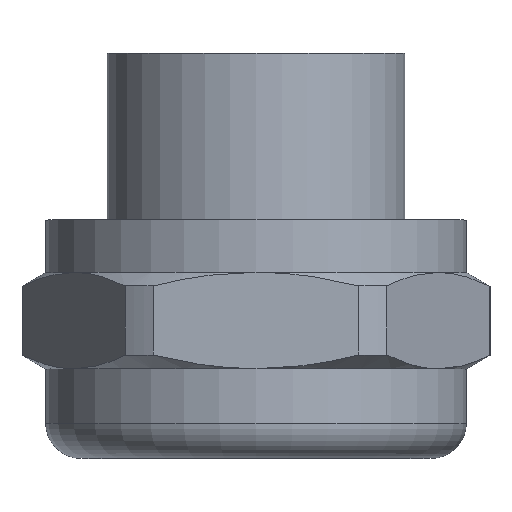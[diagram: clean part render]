
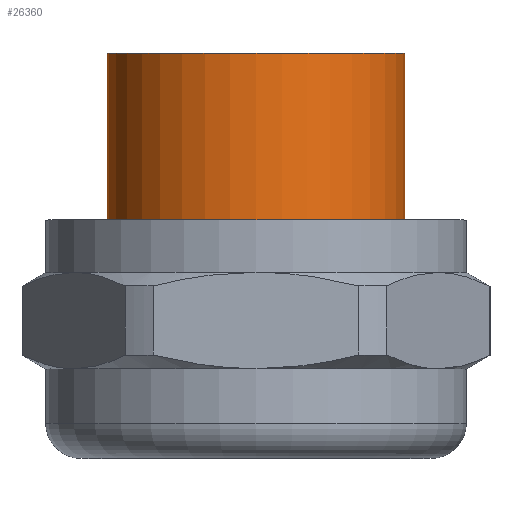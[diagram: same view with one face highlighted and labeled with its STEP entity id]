
A CAD part, top view. The second image highlights one B-rep face of the part: STEP entity #26360.
In plain terms, the highlighted cylindrical face has radius 8.5 mm (diameter 17 mm), a partial arc.
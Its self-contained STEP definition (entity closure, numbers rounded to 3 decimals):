
#24130=CARTESIAN_POINT('',(0.,0.,23.1));
#24140=DIRECTION('',(0.,0.,1.));
#24150=DIRECTION('',(1.,0.,0.));
#24160=AXIS2_PLACEMENT_3D('',#24130,#24140,#24150);
#24170=CIRCLE('',#24160,8.5);
#24180=CARTESIAN_POINT('',(-8.5,0.,23.1));
#24190=VERTEX_POINT('',#24180);
#24200=CARTESIAN_POINT('',(8.5,0.,23.1));
#24210=VERTEX_POINT('',#24200);
#24220=EDGE_CURVE('',#24190,#24210,#24170,.T.);
#24580=CARTESIAN_POINT('',(8.5,0.,15.1));
#24590=DIRECTION('',(0.,0.,1.));
#24600=VECTOR('',#24590,1.);
#24610=LINE('',#24580,#24600);
#24620=CARTESIAN_POINT('',(8.5,0.,7.1));
#24630=VERTEX_POINT('',#24620);
#24640=EDGE_CURVE('',#24630,#24210,#24610,.T.);
#24680=CARTESIAN_POINT('',(-8.5,0.,15.1));
#24690=DIRECTION('',(0.,0.,1.));
#24700=VECTOR('',#24690,1.);
#24710=LINE('',#24680,#24700);
#24720=CARTESIAN_POINT('',(-8.5,0.,7.1));
#24730=VERTEX_POINT('',#24720);
#24740=EDGE_CURVE('',#24730,#24190,#24710,.T.);
#24760=CARTESIAN_POINT('',(0.,0.,7.1));
#24770=DIRECTION('',(0.,0.,1.));
#24780=DIRECTION('',(1.,0.,0.));
#24790=AXIS2_PLACEMENT_3D('',#24760,#24770,#24780);
#24800=CIRCLE('',#24790,8.5);
#25030=EDGE_CURVE('',#24730,#24630,#24800,.T.);
#26250=CARTESIAN_POINT('',(0.,0.,15.1));
#26260=DIRECTION('',(0.,0.,1.));
#26270=DIRECTION('',(1.,0.,0.));
#26280=AXIS2_PLACEMENT_3D('',#26250,#26260,#26270);
#26290=CYLINDRICAL_SURFACE('',#26280,8.5);
#26300=ORIENTED_EDGE('',*,*,#25030,.T.);
#26310=ORIENTED_EDGE('',*,*,#24740,.F.);
#26320=ORIENTED_EDGE('',*,*,#24220,.F.);
#26330=ORIENTED_EDGE('',*,*,#24640,.T.);
#26340=EDGE_LOOP('',(#26330,#26320,#26310,#26300));
#26350=FACE_OUTER_BOUND('',#26340,.T.);
#26360=ADVANCED_FACE('',(#26350),#26290,.T.);
